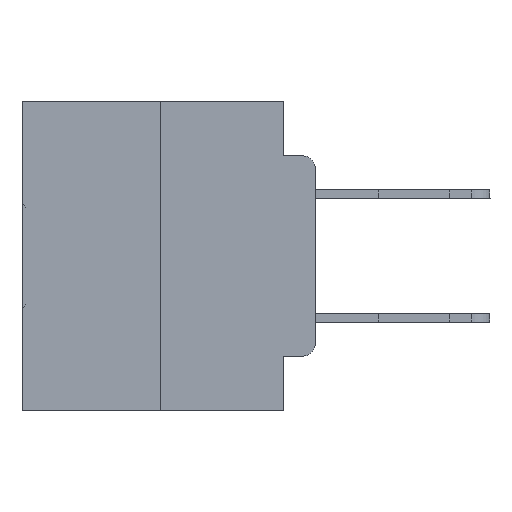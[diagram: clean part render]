
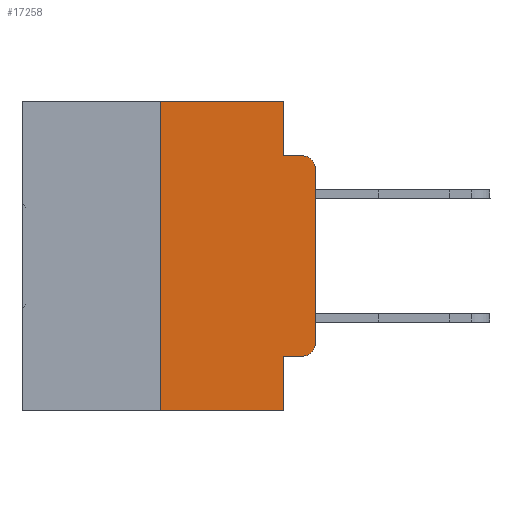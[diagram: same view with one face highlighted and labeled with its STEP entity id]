
A CAD part, left-side view. The second image highlights one B-rep face of the part: STEP entity #17258.
In plain terms, the highlighted planar face has unit normal (-1, 0, 0).
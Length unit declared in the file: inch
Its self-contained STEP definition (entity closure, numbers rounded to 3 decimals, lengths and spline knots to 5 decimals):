
#305 = DIRECTION ( 'NONE',  ( -1., 0., 0. ) ) ;
#375 = CARTESIAN_POINT ( 'NONE',  ( 0., 0.25, 0. ) ) ;
#1576 = CARTESIAN_POINT ( 'NONE',  ( 0., 0.02, -0.0885 ) ) ;
#1735 = DIRECTION ( 'NONE',  ( 0., -1., 0. ) ) ;
#2560 = VECTOR ( 'NONE', #1735, 39.37008 ) ;
#4414 = CARTESIAN_POINT ( 'NONE',  ( 0., 0., -0.1085 ) ) ;
#6586 = ORIENTED_EDGE ( 'NONE', *, *, #14968, .F. ) ;
#6720 = EDGE_CURVE ( 'NONE', #11794, #10164, #11110, .T. ) ;
#7387 = LINE ( 'NONE', #28523, #19561 ) ;
#7417 = PLANE ( 'NONE',  #21851 ) ;
#7931 = LINE ( 'NONE', #13726, #19343 ) ;
#8053 = ORIENTED_EDGE ( 'NONE', *, *, #16597, .F. ) ;
#8281 = CARTESIAN_POINT ( 'NONE',  ( 0., 0.051, -0.4115 ) ) ;
#8649 = FACE_OUTER_BOUND ( 'NONE', #30623, .T. ) ;
#9028 = CARTESIAN_POINT ( 'NONE',  ( 0., 0.02, -0.3915 ) ) ;
#9067 = CARTESIAN_POINT ( 'NONE',  ( 0., 0.02, -0.4115 ) ) ;
#9920 = DIRECTION ( 'NONE',  ( 0., 0., -1. ) ) ;
#10053 = EDGE_CURVE ( 'NONE', #25787, #11794, #25578, .T. ) ;
#10164 = VERTEX_POINT ( 'NONE', #22083 ) ;
#10213 = VERTEX_POINT ( 'NONE', #27107 ) ;
#11110 = CIRCLE ( 'NONE', #11222, 0.02 ) ;
#11222 = AXIS2_PLACEMENT_3D ( 'NONE', #9028, #305, #21036 ) ;
#11331 = VECTOR ( 'NONE', #30662, 39.37008 ) ;
#11719 = EDGE_CURVE ( 'NONE', #25787, #18700, #7931, .T. ) ;
#11749 = DIRECTION ( 'NONE',  ( 0., -1., 0. ) ) ;
#11794 = VERTEX_POINT ( 'NONE', #9067 ) ;
#12129 = VERTEX_POINT ( 'NONE', #375 ) ;
#13431 = VERTEX_POINT ( 'NONE', #26430 ) ;
#13726 = CARTESIAN_POINT ( 'NONE',  ( 0., 0.051, 0. ) ) ;
#14184 = ORIENTED_EDGE ( 'NONE', *, *, #21390, .T. ) ;
#14674 = VERTEX_POINT ( 'NONE', #4414 ) ;
#14726 = CARTESIAN_POINT ( 'NONE',  ( 0., 0.473, 0. ) ) ;
#14889 = CARTESIAN_POINT ( 'NONE',  ( 0., 0.02, -0.1085 ) ) ;
#14968 = EDGE_CURVE ( 'NONE', #25531, #12129, #25255, .T. ) ;
#15071 = ORIENTED_EDGE ( 'NONE', *, *, #10053, .T. ) ;
#15761 = CARTESIAN_POINT ( 'NONE',  ( 0., 0.25, 0. ) ) ;
#16212 = ORIENTED_EDGE ( 'NONE', *, *, #11719, .F. ) ;
#16489 = LINE ( 'NONE', #18921, #2560 ) ;
#16597 = EDGE_CURVE ( 'NONE', #13431, #10213, #29548, .T. ) ;
#16822 = ORIENTED_EDGE ( 'NONE', *, *, #26248, .T. ) ;
#17258 = ADVANCED_FACE ( 'NONE', ( #8649 ), #7417, .F. ) ;
#17303 = DIRECTION ( 'NONE',  ( 0., 0., -1. ) ) ;
#17330 = VECTOR ( 'NONE', #30047, 39.37008 ) ;
#18197 = EDGE_CURVE ( 'NONE', #10213, #31425, #31154, .T. ) ;
#18351 = LINE ( 'NONE', #24596, #23986 ) ;
#18700 = VERTEX_POINT ( 'NONE', #25493 ) ;
#18813 = EDGE_CURVE ( 'NONE', #12129, #13431, #7387, .T. ) ;
#18921 = CARTESIAN_POINT ( 'NONE',  ( 0., 0.473, -0.5 ) ) ;
#19343 = VECTOR ( 'NONE', #28070, 39.37008 ) ;
#19561 = VECTOR ( 'NONE', #11749, 39.37008 ) ;
#20381 = ORIENTED_EDGE ( 'NONE', *, *, #6720, .T. ) ;
#21036 = DIRECTION ( 'NONE',  ( 0., 0., -1. ) ) ;
#21044 = ORIENTED_EDGE ( 'NONE', *, *, #25472, .T. ) ;
#21065 = CARTESIAN_POINT ( 'NONE',  ( 0., 0.051, -0.0885 ) ) ;
#21390 = EDGE_CURVE ( 'NONE', #14674, #31425, #30546, .T. ) ;
#21542 = CARTESIAN_POINT ( 'NONE',  ( 0., 0.25, -0.5 ) ) ;
#21662 = DIRECTION ( 'NONE',  ( 0., -1., 0. ) ) ;
#21851 = AXIS2_PLACEMENT_3D ( 'NONE', #14726, #24417, #9920 ) ;
#22083 = CARTESIAN_POINT ( 'NONE',  ( 0., 0., -0.3915 ) ) ;
#22251 = DIRECTION ( 'NONE',  ( 0., 0., 1. ) ) ;
#23986 = VECTOR ( 'NONE', #22251, 39.37008 ) ;
#24417 = DIRECTION ( 'NONE',  ( 1., 0., 0. ) ) ;
#24596 = CARTESIAN_POINT ( 'NONE',  ( 0., 0., 0. ) ) ;
#25255 = LINE ( 'NONE', #15761, #17330 ) ;
#25472 = EDGE_CURVE ( 'NONE', #25531, #18700, #16489, .T. ) ;
#25493 = CARTESIAN_POINT ( 'NONE',  ( 0., 0.051, -0.5 ) ) ;
#25531 = VERTEX_POINT ( 'NONE', #21542 ) ;
#25578 = LINE ( 'NONE', #31114, #31081 ) ;
#25787 = VERTEX_POINT ( 'NONE', #8281 ) ;
#26248 = EDGE_CURVE ( 'NONE', #10164, #14674, #18351, .T. ) ;
#26430 = CARTESIAN_POINT ( 'NONE',  ( 0., 0.051, 0. ) ) ;
#27107 = CARTESIAN_POINT ( 'NONE',  ( 0., 0.051, -0.0885 ) ) ;
#27328 = ORIENTED_EDGE ( 'NONE', *, *, #18197, .F. ) ;
#28070 = DIRECTION ( 'NONE',  ( 0., 0., -1. ) ) ;
#28087 = VECTOR ( 'NONE', #31456, 39.37008 ) ;
#28523 = CARTESIAN_POINT ( 'NONE',  ( 0., 0.473, 0. ) ) ;
#29089 = CARTESIAN_POINT ( 'NONE',  ( 0., 0.051, 0. ) ) ;
#29511 = AXIS2_PLACEMENT_3D ( 'NONE', #14889, #30917, #17303 ) ;
#29548 = LINE ( 'NONE', #29089, #28087 ) ;
#30047 = DIRECTION ( 'NONE',  ( 0., 0., 1. ) ) ;
#30546 = CIRCLE ( 'NONE', #29511, 0.02 ) ;
#30623 = EDGE_LOOP ( 'NONE', ( #16822, #14184, #27328, #8053, #30706, #6586, #21044, #16212, #15071, #20381 ) ) ;
#30662 = DIRECTION ( 'NONE',  ( 0., -1., 0. ) ) ;
#30706 = ORIENTED_EDGE ( 'NONE', *, *, #18813, .F. ) ;
#30917 = DIRECTION ( 'NONE',  ( -1., 0., 0. ) ) ;
#31081 = VECTOR ( 'NONE', #21662, 39.37008 ) ;
#31114 = CARTESIAN_POINT ( 'NONE',  ( 0., 0.051, -0.4115 ) ) ;
#31154 = LINE ( 'NONE', #21065, #11331 ) ;
#31425 = VERTEX_POINT ( 'NONE', #1576 ) ;
#31456 = DIRECTION ( 'NONE',  ( 0., 0., -1. ) ) ;
